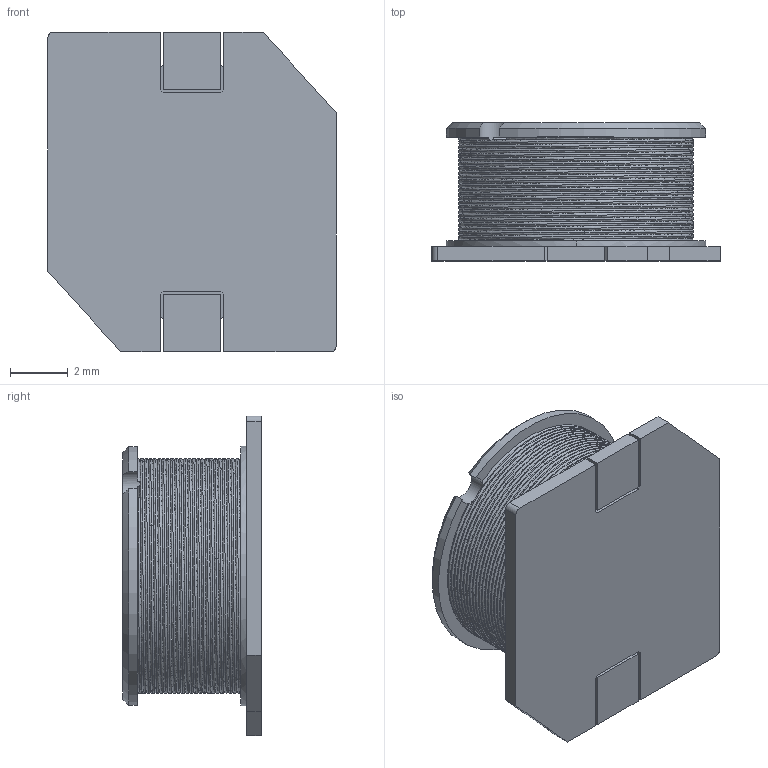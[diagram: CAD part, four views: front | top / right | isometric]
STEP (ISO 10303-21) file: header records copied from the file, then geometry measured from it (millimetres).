
FILE_DESCRIPTION((''),'2;1');
FILE_NAME('SDR1105','2012-07-16T',('ryans'),('Bourns, Inc.'),'PRO/ENGINEER BY PARAMETRIC TECHNOLOGY CORPORATION, 2010100','PRO/ENGINEER BY PARAMETRIC TECHNOLOGY CORPORATION, 2010100','');
FILE_SCHEMA(('CONFIG_CONTROL_DESIGN'));
Length unit declared in the file: millimetre
Products named in the file (1): SDR1105
Bounding box: 10 x 4.8 x 11.1 mm (x, y, z)
Volume: 105.4 mm3; surface area: 659.1 mm2
Topology: 1 solids, 1 shells, 67 faces, 172 edges, 108 vertices
Faces by surface type: plane 41, bspline 16, cylinder 8, cone 2
Entity records: 16602 total; most frequent: CARTESIAN_POINT 15047, ORIENTED_EDGE 344, DIRECTION 262, EDGE_CURVE 172, VERTEX_POINT 108, VECTOR 100, LINE 100, AXIS2_PLACEMENT_3D 81
